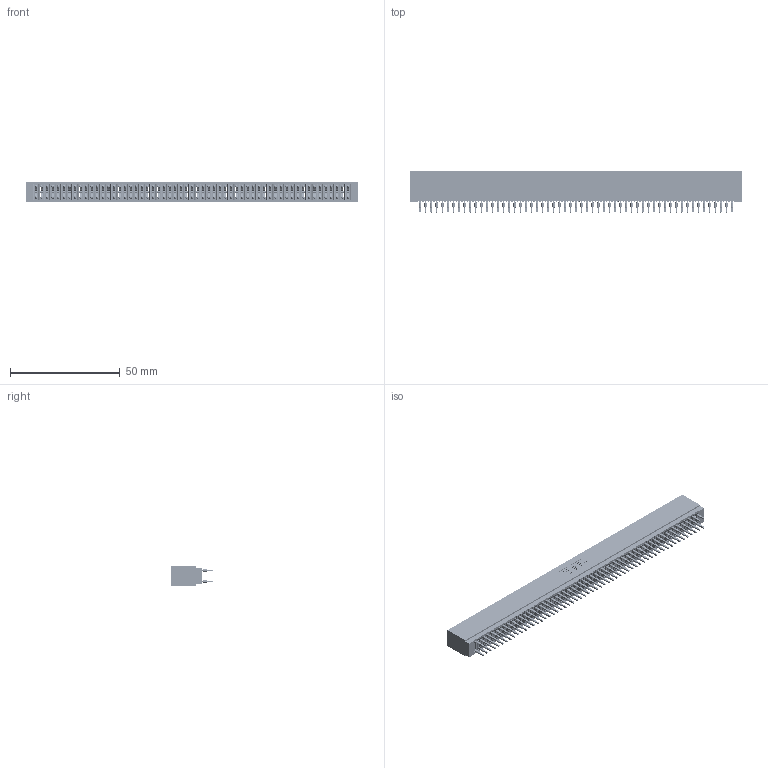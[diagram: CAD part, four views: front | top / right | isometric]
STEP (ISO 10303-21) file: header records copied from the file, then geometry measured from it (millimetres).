
FILE_DESCRIPTION (( 'STEP AP203' ), '1' );
FILE_NAME ('725-114-520-201.STEP', '2026-02-24T20:39:49', ( '' ), ( '' ), 'SwSTEP 2.0', 'SolidWorks 2023', '' );
FILE_SCHEMA (( 'CONFIG_CONTROL_DESIGN' ));
Length unit declared in the file: millimetre
Products named in the file (3): 725-114-520-201; 745-292-001_520; 725 Part_Insulator Option - 01
Assembly tree (115 placements, depth 2):
  725-114-520-201
    725 Part_Insulator Option - 01
    745-292-001_520  x114
Bounding box: 151.38 x 18.8 x 8.89 mm (x, y, z)
Volume: 11808 mm3; surface area: 24607.5 mm2
Topology: 115 solids, 115 shells, 10298 faces, 27671 edges, 17382 vertices
Faces by surface type: plane 5299, bspline 2280, cylinder 2035, torus 684
Entity records: 93877 total; most frequent: CARTESIAN_POINT 16779, ORIENTED_EDGE 16244, DIRECTION 14180, EDGE_CURVE 8122, VECTOR 7598, LINE 7598, VERTEX_POINT 5178, AXIS2_PLACEMENT_3D 3291
